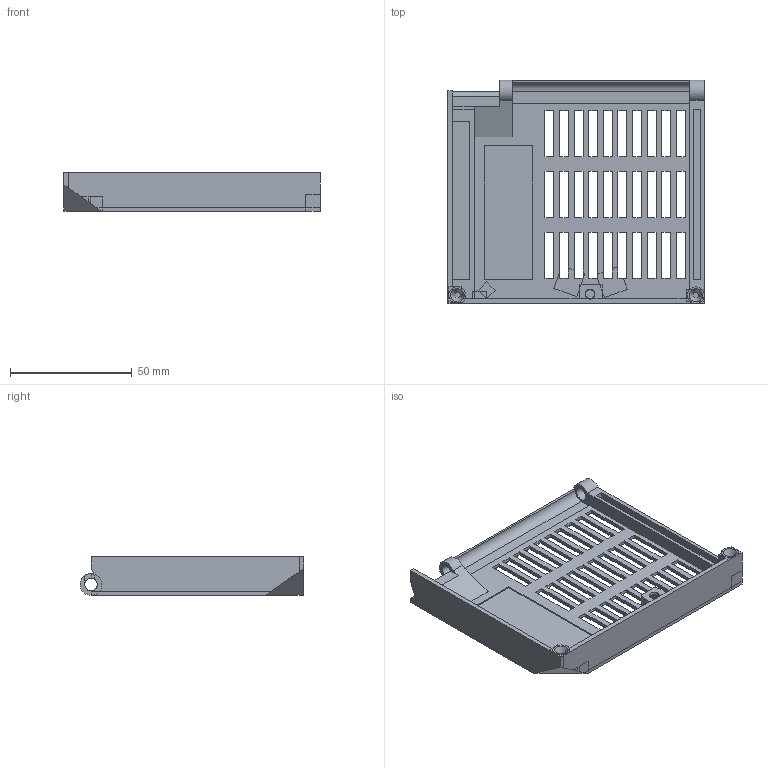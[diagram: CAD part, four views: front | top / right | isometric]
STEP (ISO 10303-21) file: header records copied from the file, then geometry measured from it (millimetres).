
FILE_DESCRIPTION(('FreeCAD Model'),'2;1');
FILE_NAME('Einsy-doors.step', '2017-12-05T18:43:05',('Author'),(''), 'Open CASCADE STEP processor 6.8','FreeCAD','Unknown');
FILE_SCHEMA(('AUTOMOTIVE_DESIGN_CC2 { 1 2 10303 214 -1 1 5 4 }'));
Length unit declared in the file: millimetre
Products named in the file (1): Cut001
Bounding box: 105.5 x 92 x 16 mm (x, y, z)
Volume: 21171.3 mm3; surface area: 26521.8 mm2
Topology: 1 solids, 1 shells, 490 faces, 1249 edges, 736 vertices
Faces by surface type: plane 479, cone 6, cylinder 5
Full cylindrical faces by diameter (mm): 3.6 x1, 5.2 x2
Entity records: 29749 total; most frequent: CARTESIAN_POINT 5868, DIRECTION 3960, LINE 2694, VECTOR 2694, ORIENTED_EDGE 2498, PCURVE 2498, DEFINITIONAL_REPRESENTATION 2498, EDGE_CURVE 1249
